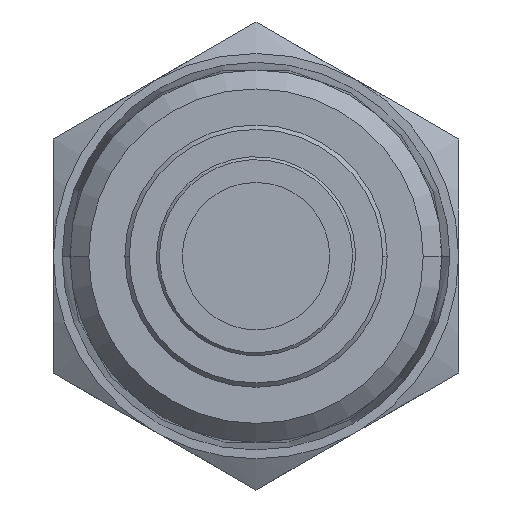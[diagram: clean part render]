
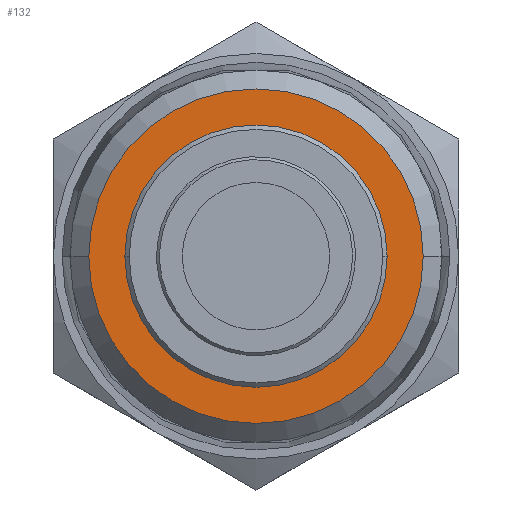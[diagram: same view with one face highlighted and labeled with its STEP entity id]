
A CAD part, front view. The second image highlights one B-rep face of the part: STEP entity #132.
In plain terms, the highlighted planar face has unit normal (0, -1, 0).
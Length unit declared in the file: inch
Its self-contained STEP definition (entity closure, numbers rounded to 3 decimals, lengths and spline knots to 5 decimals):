
#6 = VERTEX_POINT ( 'NONE', #582 ) ;
#7 = EDGE_LOOP ( 'NONE', ( #552, #325 ) ) ;
#47 = DIRECTION ( 'NONE',  ( -1., 0., 0. ) ) ;
#97 = CARTESIAN_POINT ( 'NONE',  ( 0., 10.504, 0. ) ) ;
#132 = ADVANCED_FACE ( 'NONE', ( #277, #1179 ), #148, .T. ) ;
#148 = PLANE ( 'NONE',  #223 ) ;
#199 = CIRCLE ( 'NONE', #890, 0.56742 ) ;
#223 = AXIS2_PLACEMENT_3D ( 'NONE', #721, #905, #47 ) ;
#241 = DIRECTION ( 'NONE',  ( 0., -1., 0. ) ) ;
#249 = CARTESIAN_POINT ( 'NONE',  ( 0.56742, 10.504, 0. ) ) ;
#276 = AXIS2_PLACEMENT_3D ( 'NONE', #97, #649, #472 ) ;
#277 = FACE_OUTER_BOUND ( 'NONE', #7, .T. ) ;
#279 = DIRECTION ( 'NONE',  ( 0., 1., 0. ) ) ;
#291 = EDGE_CURVE ( 'NONE', #370, #293, #616, .T. ) ;
#293 = VERTEX_POINT ( 'NONE', #760 ) ;
#322 = CIRCLE ( 'NONE', #276, 0.445 ) ;
#325 = ORIENTED_EDGE ( 'NONE', *, *, #918, .T. ) ;
#370 = VERTEX_POINT ( 'NONE', #1093 ) ;
#375 = DIRECTION ( 'NONE',  ( 1., 0., 0. ) ) ;
#472 = DIRECTION ( 'NONE',  ( 1., 0., 0. ) ) ;
#523 = CARTESIAN_POINT ( 'NONE',  ( 0., 10.504, 0. ) ) ;
#552 = ORIENTED_EDGE ( 'NONE', *, *, #1176, .T. ) ;
#582 = CARTESIAN_POINT ( 'NONE',  ( -0.56742, 10.504, 0. ) ) ;
#601 = CARTESIAN_POINT ( 'NONE',  ( 0., 10.504, 0. ) ) ;
#616 = CIRCLE ( 'NONE', #707, 0.445 ) ;
#649 = DIRECTION ( 'NONE',  ( 0., 1., 0. ) ) ;
#677 = ORIENTED_EDGE ( 'NONE', *, *, #291, .T. ) ;
#703 = EDGE_LOOP ( 'NONE', ( #677, #871 ) ) ;
#707 = AXIS2_PLACEMENT_3D ( 'NONE', #889, #279, #375 ) ;
#721 = CARTESIAN_POINT ( 'NONE',  ( -0.445, 10.504, 0. ) ) ;
#760 = CARTESIAN_POINT ( 'NONE',  ( -0.445, 10.504, 0. ) ) ;
#767 = VERTEX_POINT ( 'NONE', #249 ) ;
#871 = ORIENTED_EDGE ( 'NONE', *, *, #983, .T. ) ;
#885 = DIRECTION ( 'NONE',  ( -1., 0., 0. ) ) ;
#889 = CARTESIAN_POINT ( 'NONE',  ( 0., 10.504, 0. ) ) ;
#890 = AXIS2_PLACEMENT_3D ( 'NONE', #601, #241, #885 ) ;
#905 = DIRECTION ( 'NONE',  ( 0., -1., 0. ) ) ;
#918 = EDGE_CURVE ( 'NONE', #6, #767, #1091, .T. ) ;
#921 = AXIS2_PLACEMENT_3D ( 'NONE', #523, #1180, #937 ) ;
#937 = DIRECTION ( 'NONE',  ( -1., 0., 0. ) ) ;
#983 = EDGE_CURVE ( 'NONE', #293, #370, #322, .T. ) ;
#1091 = CIRCLE ( 'NONE', #921, 0.56742 ) ;
#1093 = CARTESIAN_POINT ( 'NONE',  ( 0.445, 10.504, 0. ) ) ;
#1176 = EDGE_CURVE ( 'NONE', #767, #6, #199, .T. ) ;
#1179 = FACE_BOUND ( 'NONE', #703, .T. ) ;
#1180 = DIRECTION ( 'NONE',  ( 0., -1., 0. ) ) ;
